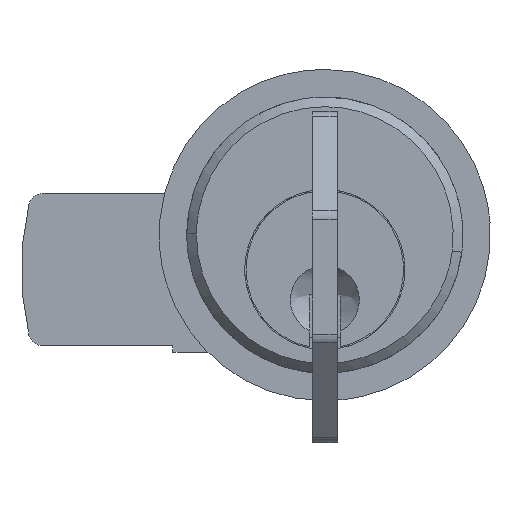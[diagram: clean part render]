
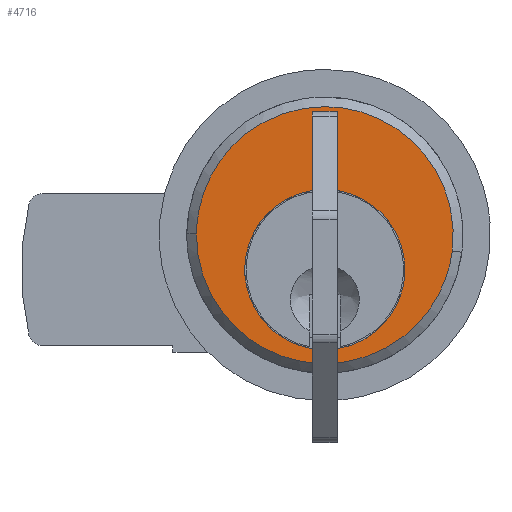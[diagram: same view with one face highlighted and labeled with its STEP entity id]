
A CAD part, front view. The second image highlights one B-rep face of the part: STEP entity #4716.
In plain terms, the highlighted free-form (B-spline) face has degree [1, 1] with [2, 2] control points.
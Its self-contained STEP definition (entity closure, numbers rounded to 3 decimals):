
#2696=CARTESIAN_POINT('',(0.,-9.228,-1.154));
#2697=VERTEX_POINT('',#2696);
#2703=CARTESIAN_POINT('',(0.0,0.0,-9.3));
#2704=VERTEX_POINT('',#2703);
#2705=CARTESIAN_POINT('',(0.0,0.0,-9.3));
#2706=CARTESIAN_POINT('',(0.0,-8.209,-9.3));
#2707=CARTESIAN_POINT('',(0.,-9.228,-1.154));
#2715=(BOUNDED_CURVE()B_SPLINE_CURVE(2,(#2705,#2706,#2707),.UNSPECIFIED.,.F.,.U.)B_SPLINE_CURVE_WITH_KNOTS((3,3),(0.0,0.229),.UNSPECIFIED.)CURVE()GEOMETRIC_REPRESENTATION_ITEM()RATIONAL_B_SPLINE_CURVE((1.0,0.732,0.954))REPRESENTATION_ITEM(''));
#2716=EDGE_CURVE('',#2704,#2697,#2715,.T.);
#2718=CARTESIAN_POINT('',(0.,9.3,0.081));
#2719=VERTEX_POINT('',#2718);
#2720=CARTESIAN_POINT('',(0.,9.3,0.081));
#2721=CARTESIAN_POINT('',(0.0,9.3,0.041));
#2722=CARTESIAN_POINT('',(0.0,9.3,0.));
#2723=CARTESIAN_POINT('',(0.0,9.3,-9.3));
#2724=CARTESIAN_POINT('',(0.0,0.0,-9.3));
#2732=(BOUNDED_CURVE()B_SPLINE_CURVE(2,(#2720,#2721,#2722,#2723,#2724),.UNSPECIFIED.,.F.,.U.)B_SPLINE_CURVE_WITH_KNOTS((3,2,3),(0.748,0.75,1.0),.UNSPECIFIED.)CURVE()GEOMETRIC_REPRESENTATION_ITEM()RATIONAL_B_SPLINE_CURVE((0.996,0.998,1.0,0.707,1.0))REPRESENTATION_ITEM(''));
#2733=EDGE_CURVE('',#2719,#2704,#2732,.T.);
#2843=CARTESIAN_POINT('',(0.0,0.0,9.3));
#2844=VERTEX_POINT('',#2843);
#2845=CARTESIAN_POINT('',(0.0,0.0,9.3));
#2846=CARTESIAN_POINT('',(0.0,9.219,9.3));
#2847=CARTESIAN_POINT('',(0.,9.3,0.081));
#2855=(BOUNDED_CURVE()B_SPLINE_CURVE(2,(#2845,#2846,#2847),.UNSPECIFIED.,.F.,.U.)B_SPLINE_CURVE_WITH_KNOTS((3,3),(0.5,0.748),.UNSPECIFIED.)CURVE()GEOMETRIC_REPRESENTATION_ITEM()RATIONAL_B_SPLINE_CURVE((1.0,0.709,0.996))REPRESENTATION_ITEM(''));
#2856=EDGE_CURVE('',#2844,#2719,#2855,.T.);
#2858=CARTESIAN_POINT('',(0.,-9.228,-1.154));
#2859=CARTESIAN_POINT('',(0.0,-9.3,-0.579));
#2860=CARTESIAN_POINT('',(0.0,-9.3,0.));
#2861=CARTESIAN_POINT('',(0.0,-9.3,9.3));
#2862=CARTESIAN_POINT('',(0.0,0.0,9.3));
#2870=(BOUNDED_CURVE()B_SPLINE_CURVE(2,(#2858,#2859,#2860,#2861,#2862),.UNSPECIFIED.,.F.,.U.)B_SPLINE_CURVE_WITH_KNOTS((3,2,3),(0.229,0.25,0.5),.UNSPECIFIED.)CURVE()GEOMETRIC_REPRESENTATION_ITEM()RATIONAL_B_SPLINE_CURVE((0.954,0.975,1.0,0.707,1.0))REPRESENTATION_ITEM(''));
#2871=EDGE_CURVE('',#2697,#2844,#2870,.T.);
#3052=CARTESIAN_POINT('',(0.,-3.556,2.082));
#3053=VERTEX_POINT('',#3052);
#3059=CARTESIAN_POINT('',(0.0,0.0,3.3));
#3060=VERTEX_POINT('',#3059);
#3061=CARTESIAN_POINT('',(0.,-3.556,2.082));
#3062=CARTESIAN_POINT('',(0.0,-1.986,3.3));
#3063=CARTESIAN_POINT('',(0.0,0.0,3.3));
#3071=(BOUNDED_CURVE()B_SPLINE_CURVE(2,(#3061,#3062,#3063),.UNSPECIFIED.,.F.,.U.)B_SPLINE_CURVE_WITH_KNOTS((3,3),(0.394,0.5),.UNSPECIFIED.)CURVE()GEOMETRIC_REPRESENTATION_ITEM()RATIONAL_B_SPLINE_CURVE((0.857,0.876,1.0))REPRESENTATION_ITEM(''));
#3072=EDGE_CURVE('',#3053,#3060,#3071,.T.);
#3074=CARTESIAN_POINT('',(0.0,0.0,-8.3));
#3075=VERTEX_POINT('',#3074);
#3076=CARTESIAN_POINT('',(0.0,0.0,3.3));
#3077=CARTESIAN_POINT('',(0.0,5.8,3.3));
#3078=CARTESIAN_POINT('',(0.0,5.8,-2.5));
#3079=CARTESIAN_POINT('',(0.0,5.8,-8.3));
#3080=CARTESIAN_POINT('',(0.0,0.0,-8.3));
#3088=(BOUNDED_CURVE()B_SPLINE_CURVE(2,(#3076,#3077,#3078,#3079,#3080),.UNSPECIFIED.,.F.,.U.)B_SPLINE_CURVE_WITH_KNOTS((3,2,3),(0.5,0.75,1.0),.UNSPECIFIED.)CURVE()GEOMETRIC_REPRESENTATION_ITEM()RATIONAL_B_SPLINE_CURVE((1.0,0.707,1.0,0.707,1.0))REPRESENTATION_ITEM(''));
#3089=EDGE_CURVE('',#3060,#3075,#3088,.T.);
#3091=CARTESIAN_POINT('',(0.,-5.798,-2.348));
#3092=VERTEX_POINT('',#3091);
#3093=CARTESIAN_POINT('',(0.0,0.0,-8.3));
#3094=CARTESIAN_POINT('',(0.0,-5.8,-8.3));
#3095=CARTESIAN_POINT('',(0.0,-5.8,-2.5));
#3096=CARTESIAN_POINT('',(0.0,-5.8,-2.424));
#3097=CARTESIAN_POINT('',(0.,-5.798,-2.348));
#3105=(BOUNDED_CURVE()B_SPLINE_CURVE(2,(#3093,#3094,#3095,#3096,#3097),.UNSPECIFIED.,.F.,.U.)B_SPLINE_CURVE_WITH_KNOTS((3,2,3),(0.0,0.25,0.255),.UNSPECIFIED.)CURVE()GEOMETRIC_REPRESENTATION_ITEM()RATIONAL_B_SPLINE_CURVE((1.0,0.707,1.0,0.995,0.989))REPRESENTATION_ITEM(''));
#3106=EDGE_CURVE('',#3075,#3092,#3105,.T.);
#3194=CARTESIAN_POINT('',(0.,-5.798,-2.348));
#3195=CARTESIAN_POINT('',(0.0,-5.726,0.398));
#3196=CARTESIAN_POINT('',(0.,-3.556,2.082));
#3204=(BOUNDED_CURVE()B_SPLINE_CURVE(2,(#3194,#3195,#3196),.UNSPECIFIED.,.F.,.U.)B_SPLINE_CURVE_WITH_KNOTS((3,3),(0.255,0.394),.UNSPECIFIED.)CURVE()GEOMETRIC_REPRESENTATION_ITEM()RATIONAL_B_SPLINE_CURVE((0.989,0.832,0.857))REPRESENTATION_ITEM(''));
#3205=EDGE_CURVE('',#3092,#3053,#3204,.T.);
#4699=CARTESIAN_POINT('',(0.0,10.229,10.229));
#4700=CARTESIAN_POINT('',(0.0,-10.228,10.229));
#4701=CARTESIAN_POINT('',(0.0,10.229,-10.229));
#4702=CARTESIAN_POINT('',(0.0,-10.228,-10.229));
#4703=B_SPLINE_SURFACE_WITH_KNOTS('',1,1,((#4699,#4701),(#4700,#4702)),.UNSPECIFIED.,.F.,.F.,.U.,(2,2),(2,2),(0.0,20.457),(0.0,20.458),.UNSPECIFIED.);
#4704=ORIENTED_EDGE('',*,*,#2716,.T.);
#4705=ORIENTED_EDGE('',*,*,#2871,.T.);
#4706=ORIENTED_EDGE('',*,*,#2856,.T.);
#4707=ORIENTED_EDGE('',*,*,#2733,.T.);
#4708=EDGE_LOOP('',(#4704,#4705,#4706,#4707));
#4709=FACE_OUTER_BOUND('',#4708,.T.);
#4710=ORIENTED_EDGE('',*,*,#3089,.F.);
#4711=ORIENTED_EDGE('',*,*,#3072,.F.);
#4712=ORIENTED_EDGE('',*,*,#3205,.F.);
#4713=ORIENTED_EDGE('',*,*,#3106,.F.);
#4714=EDGE_LOOP('',(#4710,#4711,#4712,#4713));
#4715=FACE_BOUND('',#4714,.T.);
#4716=ADVANCED_FACE('',(#4709,#4715),#4703,.F.);
